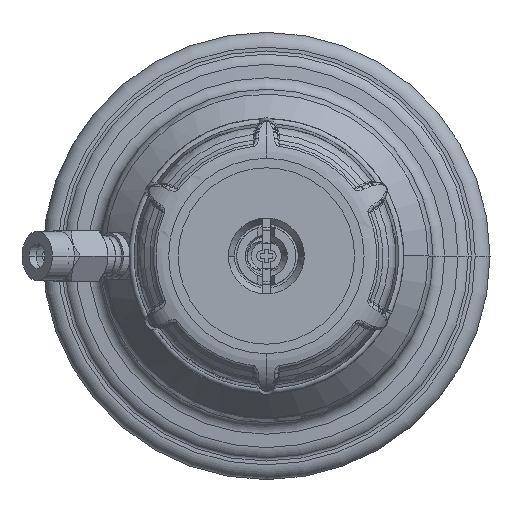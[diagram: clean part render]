
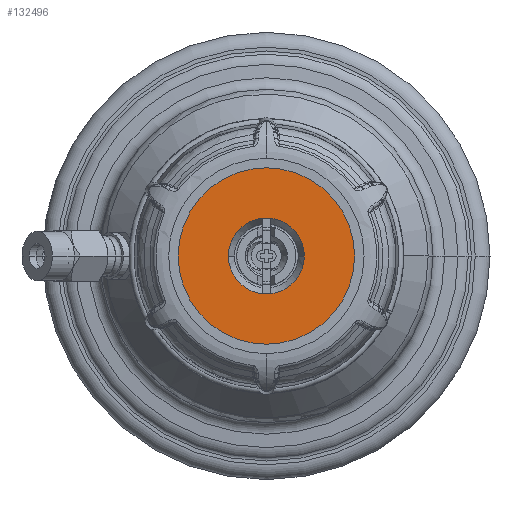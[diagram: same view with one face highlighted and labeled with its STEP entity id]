
A CAD part, front view. The second image highlights one B-rep face of the part: STEP entity #132496.
In plain terms, the highlighted planar face has unit normal (0, -1, 0).
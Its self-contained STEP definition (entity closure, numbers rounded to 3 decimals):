
#79704=CARTESIAN_POINT('',(0.,-232.232,0.));
#79705=DIRECTION('',(0.,1.,0.));
#79706=DIRECTION('',(0.,0.,-1.));
#79707=AXIS2_PLACEMENT_3D('',#79704,#79705,#79706);
#79709=CARTESIAN_POINT('',(0.,-232.232,0.));
#79710=DIRECTION('',(0.,-1.,0.));
#79711=DIRECTION('',(0.,0.,-1.));
#79712=AXIS2_PLACEMENT_3D('',#79709,#79710,#79711);
#79714=CARTESIAN_POINT('',(0.,-232.232,0.));
#79715=DIRECTION('',(0.,-1.,0.));
#79716=DIRECTION('',(0.,0.,1.));
#79717=AXIS2_PLACEMENT_3D('',#79714,#79715,#79716);
#79732=CARTESIAN_POINT('',(0.,-232.232,0.));
#79733=DIRECTION('',(0.,1.,0.));
#79734=DIRECTION('',(0.,0.,1.));
#79735=AXIS2_PLACEMENT_3D('',#79732,#79733,#79734);
#95785=CARTESIAN_POINT('',(0.,-232.232,-20.9));
#95787=VERTEX_POINT('',#95785);
#95789=CARTESIAN_POINT('',(0.,-232.232,20.9));
#95791=VERTEX_POINT('',#95789);
#95797=CARTESIAN_POINT('',(0.,-232.232,9.));
#95798=CARTESIAN_POINT('',(0.,-232.232,-9.));
#95799=VERTEX_POINT('',#95797);
#95800=VERTEX_POINT('',#95798);
#132481=CARTESIAN_POINT('',(0.,-232.232,0.));
#132482=DIRECTION('',(0.,-1.,0.));
#132483=DIRECTION('',(0.,0.,-1.));
#132484=AXIS2_PLACEMENT_3D('',#132481,#132482,#132483);
#132485=PLANE('',#132484);
#132486=ORIENTED_EDGE('',*,*,#132463,.T.);
#132487=ORIENTED_EDGE('',*,*,#132474,.F.);
#132488=EDGE_LOOP('',(#132486,#132487));
#132489=FACE_OUTER_BOUND('',#132488,.F.);
#132491=ORIENTED_EDGE('',*,*,#132490,.T.);
#132493=ORIENTED_EDGE('',*,*,#132492,.F.);
#132494=EDGE_LOOP('',(#132491,#132493));
#132495=FACE_BOUND('',#132494,.F.);
#79708=CIRCLE('',#79707,20.9);
#79713=CIRCLE('',#79712,20.9);
#79718=CIRCLE('',#79717,9.);
#79736=CIRCLE('',#79735,9.);
#132463=EDGE_CURVE('',#95787,#95791,#79708,.T.);
#132474=EDGE_CURVE('',#95787,#95791,#79713,.T.);
#132490=EDGE_CURVE('',#95799,#95800,#79718,.T.);
#132492=EDGE_CURVE('',#95799,#95800,#79736,.T.);
#132496=ADVANCED_FACE('',(#132489,#132495),#132485,.T.);
